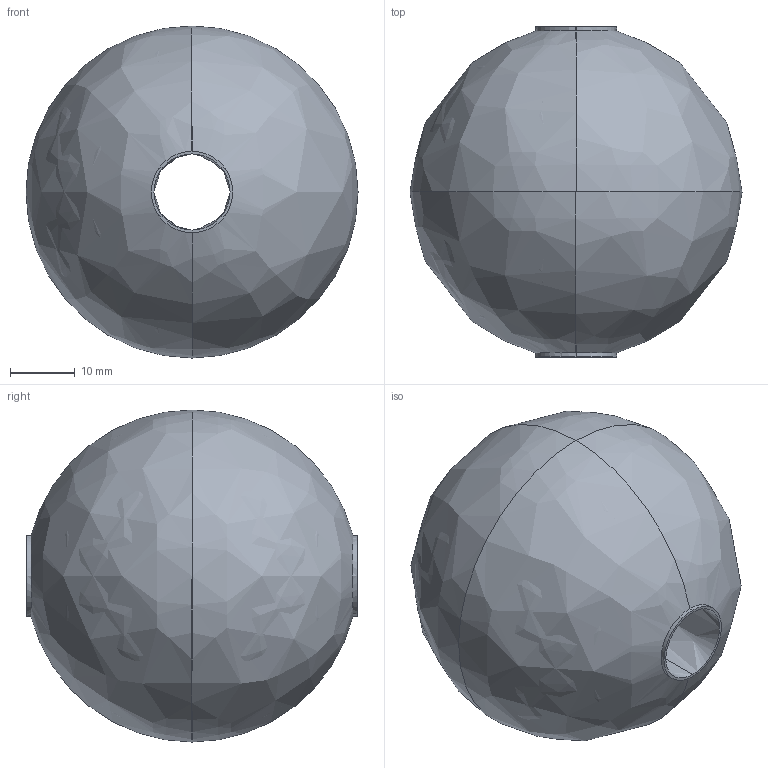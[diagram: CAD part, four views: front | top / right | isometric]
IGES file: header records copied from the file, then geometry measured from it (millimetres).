
Start section: SolidWorks IGES file using NURBS representation for surfaces
Global section: file name: z-TMI-P11.IGS; native system: SolidWorks 2008; preprocessor: SolidWorks 2008; author: salzinger; date: 090527.153158; units: millimetre
Bounding box: 51.1 x 50.8 x 51.1 mm (x, y, z)
Surface area: 19656.9 mm2 (no closed solid volume)
Topology: 0 solids, 0 shells, 20 faces, 120 edges, 160 vertices
Faces by surface type: bspline 20
